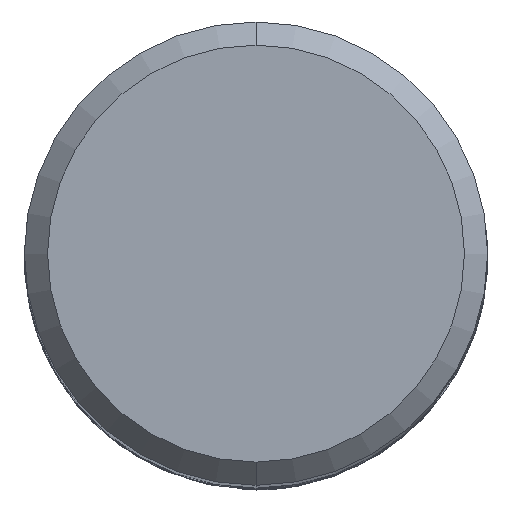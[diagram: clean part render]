
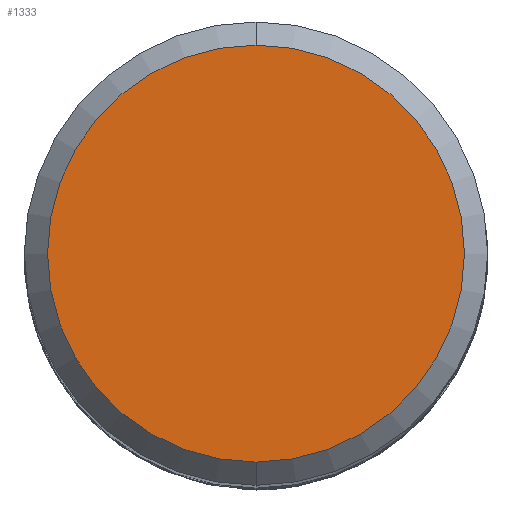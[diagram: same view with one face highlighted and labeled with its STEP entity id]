
A CAD part, top view. The second image highlights one B-rep face of the part: STEP entity #1333.
In plain terms, the highlighted planar face has unit normal (0, 0, 1).
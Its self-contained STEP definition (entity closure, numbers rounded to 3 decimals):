
#861=VERTEX_POINT('',#2037);
#1203=VERTEX_POINT('',#2415);
#1333=ADVANCED_FACE('',(#2559),#2560,.T.);
#1533=EDGE_CURVE('',#861,#1203,#2775,.T.);
#1541=EDGE_CURVE('',#1203,#861,#2787,.T.);
#2037=CARTESIAN_POINT('',(0.0,9.0,0.0));
#2415=CARTESIAN_POINT('',(0.,-9.0,0.0));
#2559=FACE_OUTER_BOUND('',#10178,.T.);
#2560=PLANE('',#10179);
#2775=CIRCLE('',#11689,9.0);
#2787=CIRCLE('',#11703,9.0);
#10178=EDGE_LOOP('',(#14915,#14916));
#10179=AXIS2_PLACEMENT_3D('',#14917,#14918,#14919);
#11689=AXIS2_PLACEMENT_3D('',#15115,#15116,#15117);
#11703=AXIS2_PLACEMENT_3D('',#15145,#15146,#15147);
#14915=ORIENTED_EDGE('',*,*,#1533,.F.);
#14916=ORIENTED_EDGE('',*,*,#1541,.F.);
#14917=CARTESIAN_POINT('',(0.0,4.5,0.0));
#14918=DIRECTION('',(-0.0,0.0,1.0));
#14919=DIRECTION('',(0.0,-1.0,0.0));
#15115=CARTESIAN_POINT('',(0.0,0.0,0.0));
#15116=DIRECTION('',(0.0,0.0,-1.0));
#15117=DIRECTION('',(0.0,1.0,0.0));
#15145=CARTESIAN_POINT('',(0.0,0.0,0.0));
#15146=DIRECTION('',(0.0,0.0,-1.0));
#15147=DIRECTION('',(0.0,1.0,0.0));
